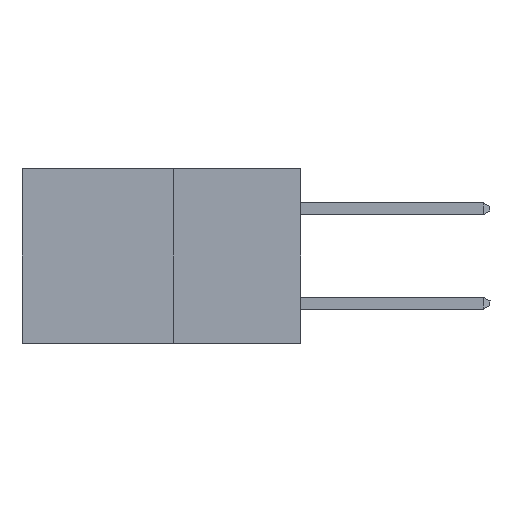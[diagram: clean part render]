
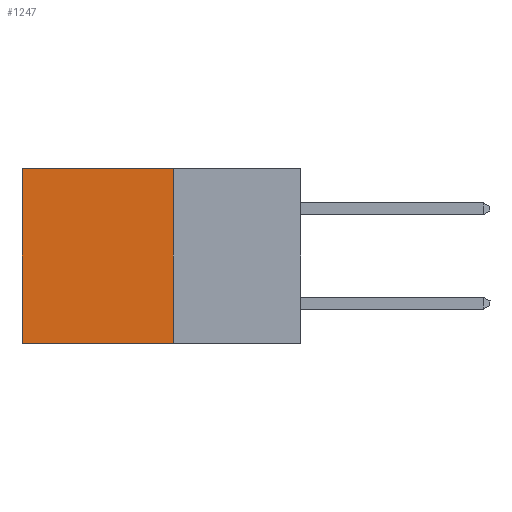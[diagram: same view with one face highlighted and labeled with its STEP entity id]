
A CAD part, left-side view. The second image highlights one B-rep face of the part: STEP entity #1247.
In plain terms, the highlighted planar face has unit normal (-1, 0, 0).
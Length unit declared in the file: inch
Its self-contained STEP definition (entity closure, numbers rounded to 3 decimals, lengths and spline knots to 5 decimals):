
#518 = CARTESIAN_POINT ( 'NONE',  ( 0.277, 0.27, -0.37 ) ) ;
#632 = CARTESIAN_POINT ( 'NONE',  ( 0.277, 0.27, 0. ) ) ;
#1226 = DIRECTION ( 'NONE',  ( 0., 1., 0. ) ) ;
#1247 = ADVANCED_FACE ( 'NONE', ( #4395 ), #3430, .F. ) ;
#1447 = VECTOR ( 'NONE', #2823, 39.37008 ) ;
#1474 = DIRECTION ( 'NONE',  ( 0., 1., 0. ) ) ;
#1673 = CARTESIAN_POINT ( 'NONE',  ( 0.277, 0.59, -0.37 ) ) ;
#2453 = EDGE_LOOP ( 'NONE', ( #3168, #3588, #3978, #4513 ) ) ;
#2688 = VERTEX_POINT ( 'NONE', #6664 ) ;
#2764 = AXIS2_PLACEMENT_3D ( 'NONE', #4068, #6610, #4148 ) ;
#2823 = DIRECTION ( 'NONE',  ( 0., 0., -1. ) ) ;
#2924 = VERTEX_POINT ( 'NONE', #7706 ) ;
#3168 = ORIENTED_EDGE ( 'NONE', *, *, #4777, .T. ) ;
#3300 = CARTESIAN_POINT ( 'NONE',  ( 0.277, 0.59, -0.37 ) ) ;
#3430 = PLANE ( 'NONE',  #2764 ) ;
#3588 = ORIENTED_EDGE ( 'NONE', *, *, #6439, .F. ) ;
#3634 = LINE ( 'NONE', #632, #6583 ) ;
#3978 = ORIENTED_EDGE ( 'NONE', *, *, #6948, .F. ) ;
#4065 = CARTESIAN_POINT ( 'NONE',  ( 0.277, 0.27, 0. ) ) ;
#4068 = CARTESIAN_POINT ( 'NONE',  ( 0.277, 0.27, -0.37 ) ) ;
#4148 = DIRECTION ( 'NONE',  ( 0., 0., -1. ) ) ;
#4168 = VERTEX_POINT ( 'NONE', #1673 ) ;
#4395 = FACE_OUTER_BOUND ( 'NONE', #2453, .T. ) ;
#4513 = ORIENTED_EDGE ( 'NONE', *, *, #4581, .T. ) ;
#4581 = EDGE_CURVE ( 'NONE', #8259, #2688, #3634, .T. ) ;
#4777 = EDGE_CURVE ( 'NONE', #2688, #4168, #6496, .T. ) ;
#5096 = VECTOR ( 'NONE', #1474, 39.37008 ) ;
#5268 = LINE ( 'NONE', #5558, #5096 ) ;
#5558 = CARTESIAN_POINT ( 'NONE',  ( 0.277, 0.27, -0.37 ) ) ;
#6439 = EDGE_CURVE ( 'NONE', #2924, #4168, #5268, .T. ) ;
#6496 = LINE ( 'NONE', #3300, #1447 ) ;
#6513 = VECTOR ( 'NONE', #6744, 39.37008 ) ;
#6583 = VECTOR ( 'NONE', #1226, 39.37008 ) ;
#6610 = DIRECTION ( 'NONE',  ( 1., 0., 0. ) ) ;
#6664 = CARTESIAN_POINT ( 'NONE',  ( 0.277, 0.59, 0. ) ) ;
#6744 = DIRECTION ( 'NONE',  ( 0., 0., -1. ) ) ;
#6948 = EDGE_CURVE ( 'NONE', #8259, #2924, #8063, .T. ) ;
#7706 = CARTESIAN_POINT ( 'NONE',  ( 0.277, 0.27, -0.37 ) ) ;
#8063 = LINE ( 'NONE', #518, #6513 ) ;
#8259 = VERTEX_POINT ( 'NONE', #4065 ) ;
